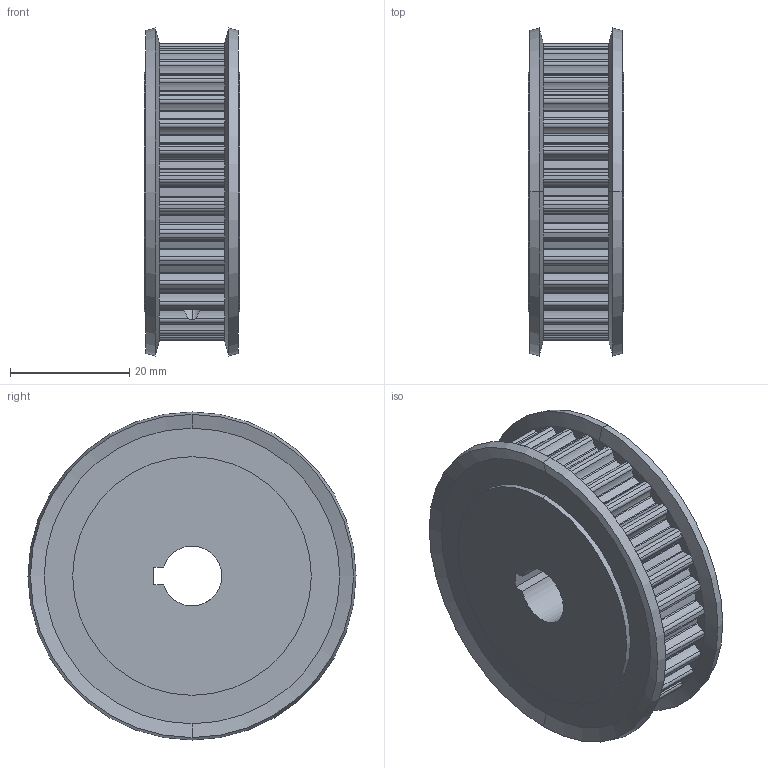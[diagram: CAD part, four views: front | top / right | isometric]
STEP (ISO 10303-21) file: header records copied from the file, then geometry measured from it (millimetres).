
FILE_DESCRIPTION (( 'STEP AP203' ), '1' );
FILE_NAME ('C-HTPA32S5M100-A-N10_203.STEP', '2020-08-07T03:54:49', ( '' ), ( '' ), 'SwSTEP 2.0', 'SolidWorks 2014', '' );
FILE_SCHEMA (( 'CONFIG_CONTROL_DESIGN' ));
Length unit declared in the file: millimetre
Products named in the file (1): C-HTPA32S5M100-A-N10_203
Bounding box: 16 x 55 x 55 mm (x, y, z)
Volume: 28087.6 mm3; surface area: 9677.4 mm2
Topology: 1 solids, 1 shells, 361 faces, 944 edges, 584 vertices
Faces by surface type: cylinder 275, plane 74, cone 12
Entity records: 11481 total; most frequent: DIRECTION 2238, CARTESIAN_POINT 2076, ORIENTED_EDGE 1888, AXIS2_PLACEMENT_3D 966, EDGE_CURVE 944, CIRCLE 604, VERTEX_POINT 584, EDGE_LOOP 366
